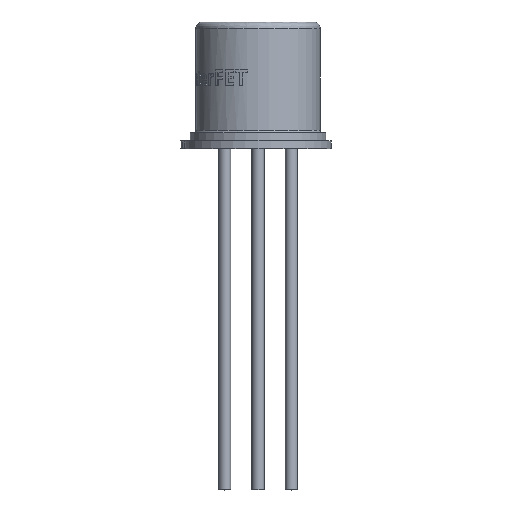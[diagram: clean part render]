
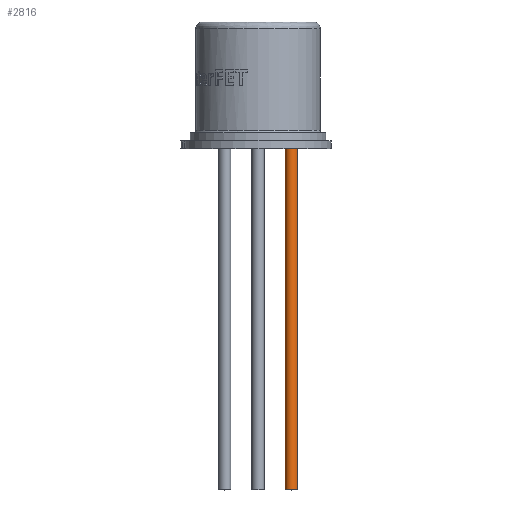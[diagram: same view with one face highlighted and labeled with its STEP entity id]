
A CAD part, top view. The second image highlights one B-rep face of the part: STEP entity #2816.
In plain terms, the highlighted cylindrical face has radius 0.235 mm (diameter 0.47 mm), a partial arc.
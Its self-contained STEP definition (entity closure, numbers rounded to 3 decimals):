
#283 = CARTESIAN_POINT ( 'NONE',  ( 1.505, -13., 0. ) ) ;
#284 = VECTOR ( 'NONE', #7208, 1000. ) ;
#307 = CIRCLE ( 'NONE', #5850, 0.235 ) ;
#587 = DIRECTION ( 'NONE',  ( 0., 1., 0. ) ) ;
#833 = ORIENTED_EDGE ( 'NONE', *, *, #4783, .F. ) ;
#1077 = LINE ( 'NONE', #3592, #7776 ) ;
#1096 = CARTESIAN_POINT ( 'NONE',  ( 1.505, 0., 0. ) ) ;
#1265 = EDGE_CURVE ( 'NONE', #3636, #3844, #8352, .T. ) ;
#1661 = CARTESIAN_POINT ( 'NONE',  ( 1.035, 0., 0. ) ) ;
#2544 = CARTESIAN_POINT ( 'NONE',  ( 1.27, -13., 0. ) ) ;
#2816 = ADVANCED_FACE ( 'NONE', ( #4013 ), #4955, .T. ) ;
#2855 = ORIENTED_EDGE ( 'NONE', *, *, #8640, .T. ) ;
#3123 = CARTESIAN_POINT ( 'NONE',  ( 1.27, -13., 0. ) ) ;
#3168 = EDGE_CURVE ( 'NONE', #8188, #3636, #3492, .T. ) ;
#3188 = DIRECTION ( 'NONE',  ( -1., 0., 0. ) ) ;
#3435 = ORIENTED_EDGE ( 'NONE', *, *, #1265, .T. ) ;
#3492 = CIRCLE ( 'NONE', #7138, 0.235 ) ;
#3592 = CARTESIAN_POINT ( 'NONE',  ( 1.035, -13., 0. ) ) ;
#3636 = VERTEX_POINT ( 'NONE', #283 ) ;
#3844 = VERTEX_POINT ( 'NONE', #1096 ) ;
#4013 = FACE_OUTER_BOUND ( 'NONE', #8498, .T. ) ;
#4289 = ORIENTED_EDGE ( 'NONE', *, *, #3168, .T. ) ;
#4506 = CARTESIAN_POINT ( 'NONE',  ( 1.27, 0., 0. ) ) ;
#4783 = EDGE_CURVE ( 'NONE', #8188, #8408, #1077, .T. ) ;
#4955 = CYLINDRICAL_SURFACE ( 'NONE', #8495, 0.235 ) ;
#5850 = AXIS2_PLACEMENT_3D ( 'NONE', #4506, #7282, #3188 ) ;
#5929 = DIRECTION ( 'NONE',  ( -1., 0., 0. ) ) ;
#6218 = CARTESIAN_POINT ( 'NONE',  ( 1.035, -13., 0. ) ) ;
#7138 = AXIS2_PLACEMENT_3D ( 'NONE', #3123, #8445, #5929 ) ;
#7208 = DIRECTION ( 'NONE',  ( 0., 1., 0. ) ) ;
#7282 = DIRECTION ( 'NONE',  ( 0., -1., 0. ) ) ;
#7603 = CARTESIAN_POINT ( 'NONE',  ( 1.505, -13., 0. ) ) ;
#7776 = VECTOR ( 'NONE', #8325, 1000. ) ;
#8188 = VERTEX_POINT ( 'NONE', #6218 ) ;
#8325 = DIRECTION ( 'NONE',  ( 0., 1., 0. ) ) ;
#8352 = LINE ( 'NONE', #7603, #284 ) ;
#8408 = VERTEX_POINT ( 'NONE', #1661 ) ;
#8445 = DIRECTION ( 'NONE',  ( 0., 1., 0. ) ) ;
#8495 = AXIS2_PLACEMENT_3D ( 'NONE', #2544, #587, #8633 ) ;
#8498 = EDGE_LOOP ( 'NONE', ( #4289, #3435, #2855, #833 ) ) ;
#8633 = DIRECTION ( 'NONE',  ( -1., 0., 0. ) ) ;
#8640 = EDGE_CURVE ( 'NONE', #3844, #8408, #307, .T. ) ;
